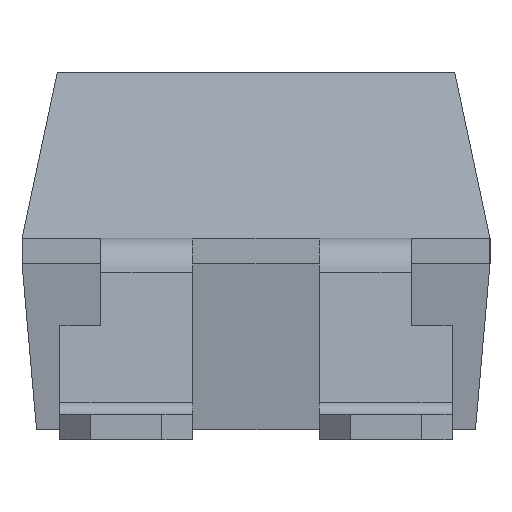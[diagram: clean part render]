
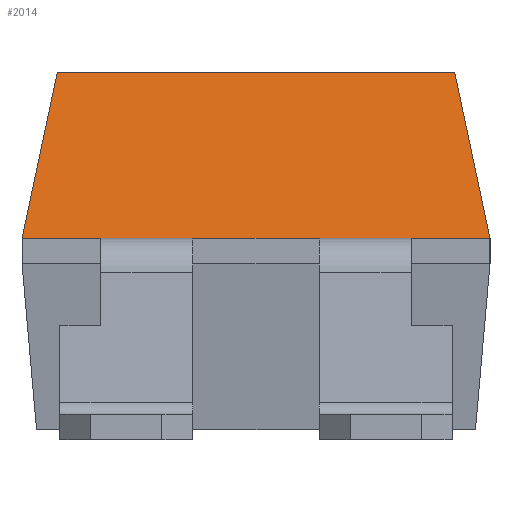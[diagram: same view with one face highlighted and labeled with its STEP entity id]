
A CAD part, left-side view. The second image highlights one B-rep face of the part: STEP entity #2014.
In plain terms, the highlighted planar face has unit normal (-0.978, 0, 0.208).
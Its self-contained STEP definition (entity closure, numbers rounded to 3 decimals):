
#177 = EDGE_CURVE('',#178,#180,#182,.T.);
#178 = VERTEX_POINT('',#179);
#179 = CARTESIAN_POINT('',(-3.25,1.345,1.975));
#180 = VERTEX_POINT('',#181);
#181 = CARTESIAN_POINT('',(-3.25,0.445,1.975));
#182 = LINE('',#183,#184);
#183 = CARTESIAN_POINT('',(-3.25,-0.175,1.975));
#184 = VECTOR('',#185,1.);
#185 = DIRECTION('',(0.,-1.,0.));
#807 = VERTEX_POINT('',#808);
#808 = CARTESIAN_POINT('',(-3.25,-0.795,1.975));
#814 = EDGE_CURVE('',#180,#807,#815,.T.);
#815 = LINE('',#816,#817);
#816 = CARTESIAN_POINT('',(-3.25,-0.175,1.975));
#817 = VECTOR('',#818,1.);
#818 = DIRECTION('',(0.,-1.,0.));
#1162 = VERTEX_POINT('',#1163);
#1163 = CARTESIAN_POINT('',(-3.25,-1.695,1.975));
#1169 = EDGE_CURVE('',#807,#1162,#1170,.T.);
#1170 = LINE('',#1171,#1172);
#1171 = CARTESIAN_POINT('',(-3.25,-0.175,1.975));
#1172 = VECTOR('',#1173,1.);
#1173 = DIRECTION('',(0.,-1.,0.));
#1965 = EDGE_CURVE('',#1966,#178,#1968,.T.);
#1966 = VERTEX_POINT('',#1967);
#1967 = CARTESIAN_POINT('',(-3.25,2.115,1.975));
#1968 = LINE('',#1969,#1970);
#1969 = CARTESIAN_POINT('',(-3.25,-0.175,1.975));
#1970 = VECTOR('',#1971,1.);
#1971 = DIRECTION('',(0.,-1.,0.));
#2014 = ADVANCED_FACE('',(#2015),#2051,.T.);
#2015 = FACE_BOUND('',#2016,.T.);
#2016 = EDGE_LOOP('',(#2017,#2018,#2019,#2020,#2021,#2029,#2037,#2045));
#2017 = ORIENTED_EDGE('',*,*,#1965,.T.);
#2018 = ORIENTED_EDGE('',*,*,#177,.T.);
#2019 = ORIENTED_EDGE('',*,*,#814,.T.);
#2020 = ORIENTED_EDGE('',*,*,#1169,.T.);
#2021 = ORIENTED_EDGE('',*,*,#2022,.T.);
#2022 = EDGE_CURVE('',#1162,#2023,#2025,.T.);
#2023 = VERTEX_POINT('',#2024);
#2024 = CARTESIAN_POINT('',(-3.25,-2.465,1.975));
#2025 = LINE('',#2026,#2027);
#2026 = CARTESIAN_POINT('',(-3.25,-0.175,1.975));
#2027 = VECTOR('',#2028,1.);
#2028 = DIRECTION('',(0.,-1.,0.));
#2029 = ORIENTED_EDGE('',*,*,#2030,.F.);
#2030 = EDGE_CURVE('',#2031,#2023,#2033,.T.);
#2031 = VERTEX_POINT('',#2032);
#2032 = CARTESIAN_POINT('',(-2.905,-2.12,3.6));
#2033 = LINE('',#2034,#2035);
#2034 = CARTESIAN_POINT('',(-3.115,-2.33,
    2.609));
#2035 = VECTOR('',#2036,1.);
#2036 = DIRECTION('',(-0.204,-0.204,-0.958));
#2037 = ORIENTED_EDGE('',*,*,#2038,.F.);
#2038 = EDGE_CURVE('',#2039,#2031,#2041,.T.);
#2039 = VERTEX_POINT('',#2040);
#2040 = CARTESIAN_POINT('',(-2.905,1.77,3.6));
#2041 = LINE('',#2042,#2043);
#2042 = CARTESIAN_POINT('',(-2.905,-0.175,3.6));
#2043 = VECTOR('',#2044,1.);
#2044 = DIRECTION('',(0.,-1.,0.));
#2045 = ORIENTED_EDGE('',*,*,#2046,.T.);
#2046 = EDGE_CURVE('',#2039,#1966,#2047,.T.);
#2047 = LINE('',#2048,#2049);
#2048 = CARTESIAN_POINT('',(-3.155,2.02,
    2.421));
#2049 = VECTOR('',#2050,1.);
#2050 = DIRECTION('',(-0.204,0.204,-0.958));
#2051 = PLANE('',#2052);
#2052 = AXIS2_PLACEMENT_3D('',#2053,#2054,#2055);
#2053 = CARTESIAN_POINT('',(-3.25,-0.175,1.975));
#2054 = DIRECTION('',(-0.978,0.,0.208
    ));
#2055 = DIRECTION('',(-0.208,0.,
    -0.978));
